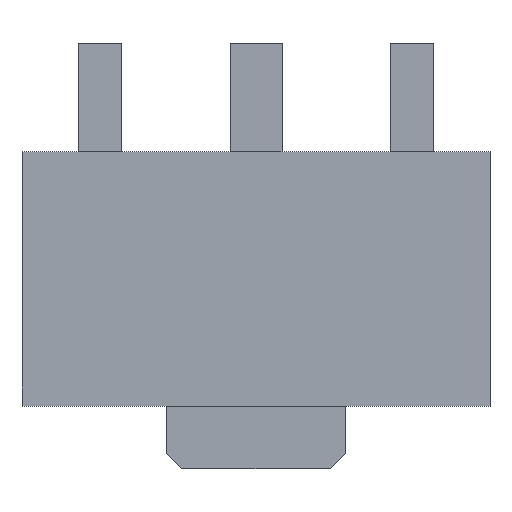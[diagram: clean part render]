
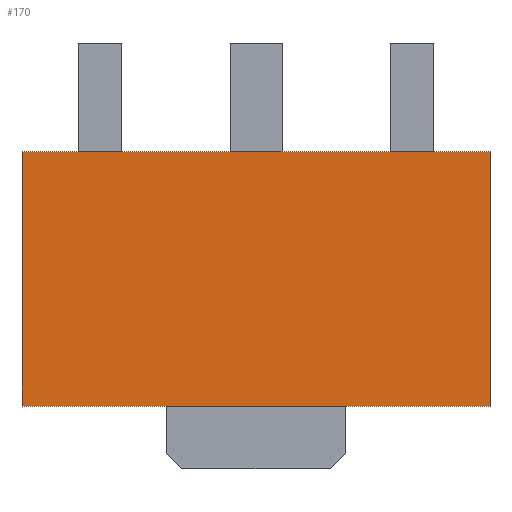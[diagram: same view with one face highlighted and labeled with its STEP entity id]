
A CAD part, front view. The second image highlights one B-rep face of the part: STEP entity #170.
In plain terms, the highlighted planar face has unit normal (0, -1, 0).
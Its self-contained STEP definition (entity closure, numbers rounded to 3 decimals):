
#18 = DIRECTION ( 'NONE',  ( 0., 0., 1. ) ) ;
#27 = EDGE_CURVE ( 'NONE', #707, #834, #111, .T. ) ;
#43 = CARTESIAN_POINT ( 'NONE',  ( -2.25, -0.395, 1.223 ) ) ;
#53 = DIRECTION ( 'NONE',  ( 0., 0., -1. ) ) ;
#111 = LINE ( 'NONE', #43, #123 ) ;
#121 = LINE ( 'NONE', #439, #936 ) ;
#123 = VECTOR ( 'NONE', #713, 1000. ) ;
#170 = ADVANCED_FACE ( 'NONE', ( #464 ), #929, .F. ) ;
#215 = DIRECTION ( 'NONE',  ( -1., 0., 0. ) ) ;
#229 = EDGE_CURVE ( 'NONE', #834, #231, #565, .T. ) ;
#231 = VERTEX_POINT ( 'NONE', #783 ) ;
#355 = EDGE_CURVE ( 'NONE', #231, #466, #405, .T. ) ;
#391 = CARTESIAN_POINT ( 'NONE',  ( -2.25, -0.395, -1.222 ) ) ;
#398 = EDGE_CURVE ( 'NONE', #466, #707, #121, .T. ) ;
#405 = LINE ( 'NONE', #878, #742 ) ;
#439 = CARTESIAN_POINT ( 'NONE',  ( -2.25, -0.395, -1.222 ) ) ;
#463 = DIRECTION ( 'NONE',  ( 0., 1., 0. ) ) ;
#464 = FACE_OUTER_BOUND ( 'NONE', #761, .T. ) ;
#466 = VERTEX_POINT ( 'NONE', #856 ) ;
#526 = ORIENTED_EDGE ( 'NONE', *, *, #355, .F. ) ;
#558 = CARTESIAN_POINT ( 'NONE',  ( 2.25, -0.395, 1.222 ) ) ;
#565 = LINE ( 'NONE', #558, #961 ) ;
#580 = ORIENTED_EDGE ( 'NONE', *, *, #398, .F. ) ;
#607 = CARTESIAN_POINT ( 'NONE',  ( 0., -0.395, 0. ) ) ;
#707 = VERTEX_POINT ( 'NONE', #391 ) ;
#713 = DIRECTION ( 'NONE',  ( 0., 0., 1. ) ) ;
#736 = CARTESIAN_POINT ( 'NONE',  ( -2.25, -0.395, 1.223 ) ) ;
#740 = AXIS2_PLACEMENT_3D ( 'NONE', #607, #463, #18 ) ;
#742 = VECTOR ( 'NONE', #53, 1000. ) ;
#757 = ORIENTED_EDGE ( 'NONE', *, *, #229, .F. ) ;
#761 = EDGE_LOOP ( 'NONE', ( #981, #580, #526, #757 ) ) ;
#783 = CARTESIAN_POINT ( 'NONE',  ( 2.25, -0.395, 1.222 ) ) ;
#834 = VERTEX_POINT ( 'NONE', #736 ) ;
#856 = CARTESIAN_POINT ( 'NONE',  ( 2.25, -0.395, -1.223 ) ) ;
#878 = CARTESIAN_POINT ( 'NONE',  ( 2.25, -0.395, -1.223 ) ) ;
#929 = PLANE ( 'NONE',  #740 ) ;
#934 = DIRECTION ( 'NONE',  ( 1., 0., 0. ) ) ;
#936 = VECTOR ( 'NONE', #215, 1000. ) ;
#961 = VECTOR ( 'NONE', #934, 1000. ) ;
#981 = ORIENTED_EDGE ( 'NONE', *, *, #27, .F. ) ;
